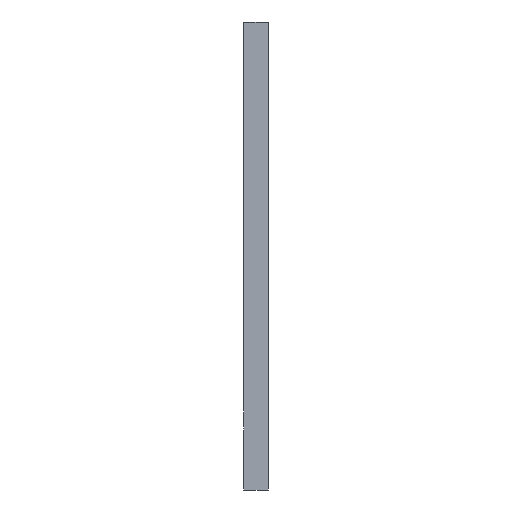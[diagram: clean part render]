
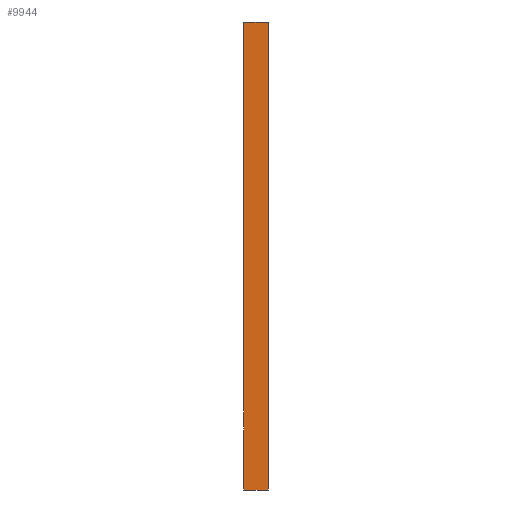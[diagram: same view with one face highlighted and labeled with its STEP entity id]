
A CAD part, front view. The second image highlights one B-rep face of the part: STEP entity #9944.
In plain terms, the highlighted planar face has unit normal (0, -1, 0).
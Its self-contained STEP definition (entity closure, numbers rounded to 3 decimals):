
#558 = DIRECTION ( 'NONE',  ( 1., 0., 0. ) ) ;
#591 = LINE ( 'NONE', #10976, #3207 ) ;
#980 = VECTOR ( 'NONE', #4280, 1000. ) ;
#1624 = DIRECTION ( 'NONE',  ( 0., 0., -1. ) ) ;
#1690 = LINE ( 'NONE', #8995, #980 ) ;
#1841 = CARTESIAN_POINT ( 'NONE',  ( 0., 0., 0. ) ) ;
#2292 = CARTESIAN_POINT ( 'NONE',  ( -21.5, 0., -45.5 ) ) ;
#2763 = EDGE_LOOP ( 'NONE', ( #8649, #9754, #4398, #5358 ) ) ;
#3033 = CARTESIAN_POINT ( 'NONE',  ( -24., 0., -45.5 ) ) ;
#3207 = VECTOR ( 'NONE', #8040, 1000. ) ;
#3217 = CARTESIAN_POINT ( 'NONE',  ( -21.5, 0., 2.5 ) ) ;
#4280 = DIRECTION ( 'NONE',  ( 0., 0., 1. ) ) ;
#4398 = ORIENTED_EDGE ( 'NONE', *, *, #8653, .F. ) ;
#4790 = VECTOR ( 'NONE', #1624, 1000. ) ;
#4825 = VERTEX_POINT ( 'NONE', #3033 ) ;
#5141 = VECTOR ( 'NONE', #558, 1000. ) ;
#5302 = CARTESIAN_POINT ( 'NONE',  ( -24., 0., 2.5 ) ) ;
#5358 = ORIENTED_EDGE ( 'NONE', *, *, #6231, .F. ) ;
#5593 = DIRECTION ( 'NONE',  ( 0., 0., -1. ) ) ;
#6231 = EDGE_CURVE ( 'NONE', #10685, #4825, #591, .T. ) ;
#6489 = PLANE ( 'NONE',  #7234 ) ;
#6711 = EDGE_CURVE ( 'NONE', #7959, #10685, #7255, .T. ) ;
#7234 = AXIS2_PLACEMENT_3D ( 'NONE', #1841, #9454, #5593 ) ;
#7255 = LINE ( 'NONE', #11818, #4790 ) ;
#7313 = LINE ( 'NONE', #8943, #5141 ) ;
#7663 = FACE_OUTER_BOUND ( 'NONE', #2763, .T. ) ;
#7959 = VERTEX_POINT ( 'NONE', #3217 ) ;
#8040 = DIRECTION ( 'NONE',  ( -1., 0., 0. ) ) ;
#8649 = ORIENTED_EDGE ( 'NONE', *, *, #6711, .F. ) ;
#8653 = EDGE_CURVE ( 'NONE', #4825, #11356, #1690, .T. ) ;
#8943 = CARTESIAN_POINT ( 'NONE',  ( 24., 0., 2.5 ) ) ;
#8995 = CARTESIAN_POINT ( 'NONE',  ( -24., 0., -45.5 ) ) ;
#9454 = DIRECTION ( 'NONE',  ( 0., -1., 0. ) ) ;
#9754 = ORIENTED_EDGE ( 'NONE', *, *, #11728, .F. ) ;
#9944 = ADVANCED_FACE ( 'NONE', ( #7663 ), #6489, .T. ) ;
#10685 = VERTEX_POINT ( 'NONE', #2292 ) ;
#10976 = CARTESIAN_POINT ( 'NONE',  ( -21.5, 0., -45.5 ) ) ;
#11356 = VERTEX_POINT ( 'NONE', #5302 ) ;
#11728 = EDGE_CURVE ( 'NONE', #11356, #7959, #7313, .T. ) ;
#11818 = CARTESIAN_POINT ( 'NONE',  ( -21.5, 0., 0. ) ) ;
